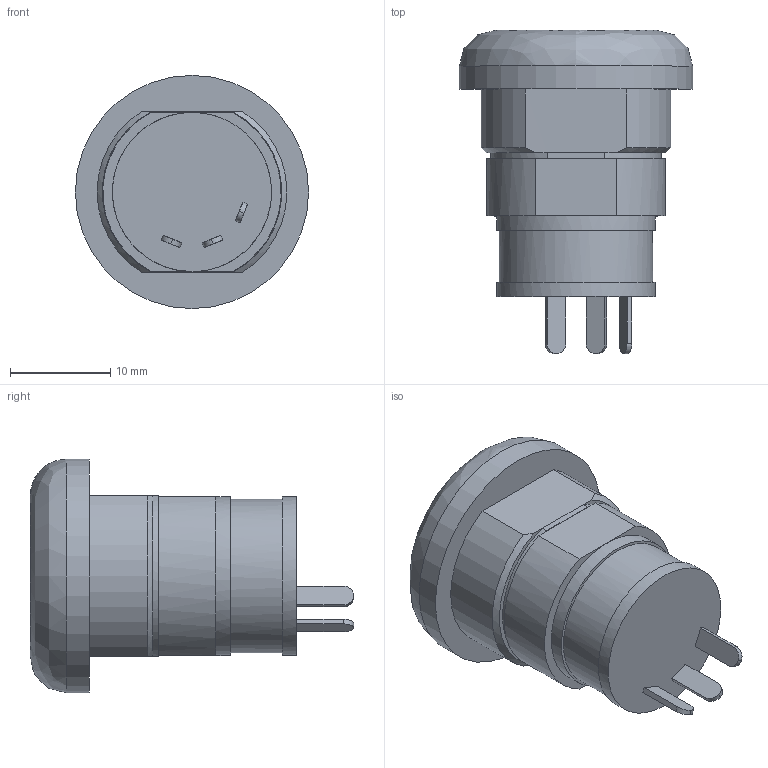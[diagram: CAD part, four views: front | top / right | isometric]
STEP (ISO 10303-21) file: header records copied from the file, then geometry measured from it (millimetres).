
FILE_DESCRIPTION (( 'STEP AP214' ), '1' );
FILE_NAME ('SCE-EKDF.STEP', '2021-01-29T20:38:21', ( '' ), ( '' ), 'SwSTEP 2.0', 'SolidWorks 2019', '' );
FILE_SCHEMA (( 'AUTOMOTIVE_DESIGN' ));
Length unit declared in the file: inch
Products named in the file (1): SCE-EKDF
Bounding box: 23.24 x 32.21 x 23.24 mm (x, y, z)
Volume: 6936.4 mm3; surface area: 2937.3 mm2
Topology: 2 solids, 2 shells, 57 faces, 130 edges, 84 vertices
Faces by surface type: plane 36, cylinder 16, bspline 3, cone 2
Full cylindrical faces by diameter (mm): 15.279 x1, 15.85 x2, 23.241 x1
Entity records: 3423 total; most frequent: CARTESIAN_POINT 1465, ORIENTED_EDGE 248, DIRECTION 198, EDGE_CURVE 124, VERTEX_POINT 83, EDGE_LOOP 69, LINE 68, VECTOR 68
